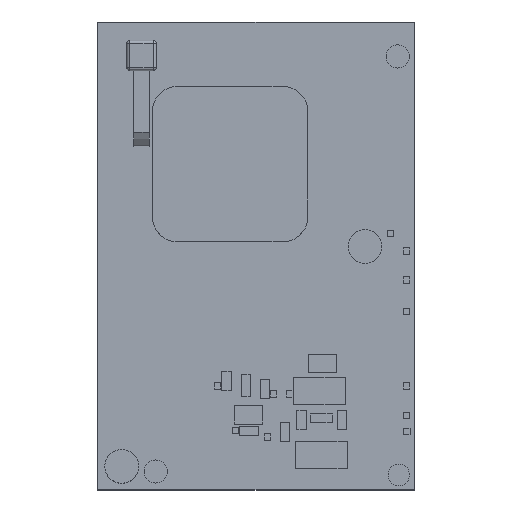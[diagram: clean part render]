
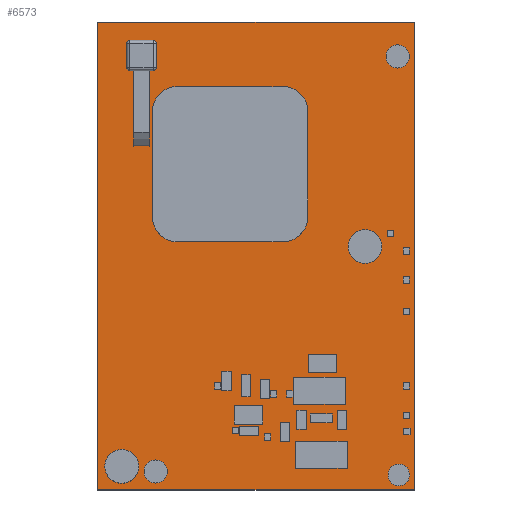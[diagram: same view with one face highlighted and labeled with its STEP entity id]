
A CAD part, top view. The second image highlights one B-rep face of the part: STEP entity #6573.
In plain terms, the highlighted planar face has unit normal (0, 0, 1).
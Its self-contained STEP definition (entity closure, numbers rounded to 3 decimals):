
#97 = VECTOR ( 'NONE', #6312, 1000. ) ;
#1011 = FACE_OUTER_BOUND ( 'NONE', #2016, .T. ) ;
#1130 = LINE ( 'NONE', #15012, #10744 ) ;
#1133 = CARTESIAN_POINT ( 'NONE',  ( 499.56, 471.4, 1.6 ) ) ;
#1266 = DIRECTION ( 'NONE',  ( 0., 0., 1. ) ) ;
#1557 = EDGE_CURVE ( 'NONE', #13165, #10053, #3383, .T. ) ;
#1962 = CARTESIAN_POINT ( 'NONE',  ( 448.16, 547.4, 1.6 ) ) ;
#2016 = EDGE_LOOP ( 'NONE', ( #9839, #9045, #15637, #14076 ) ) ;
#2039 = CARTESIAN_POINT ( 'NONE',  ( 448.16, 471.4, 1.6 ) ) ;
#3250 = LINE ( 'NONE', #9392, #9560 ) ;
#3354 = CARTESIAN_POINT ( 'NONE',  ( 499.56, 547.4, 1.6 ) ) ;
#3383 = LINE ( 'NONE', #16124, #97 ) ;
#5152 = CARTESIAN_POINT ( 'NONE',  ( 448.16, 471.4, 1.6 ) ) ;
#6312 = DIRECTION ( 'NONE',  ( -1., 0., 0. ) ) ;
#6573 = ADVANCED_FACE ( 'NONE', ( #1011 ), #12524, .T. ) ;
#7622 = DIRECTION ( 'NONE',  ( 1., 0., 0. ) ) ;
#7675 = EDGE_CURVE ( 'NONE', #10053, #16196, #1130, .T. ) ;
#8076 = EDGE_CURVE ( 'NONE', #16196, #15837, #16050, .T. ) ;
#8170 = VECTOR ( 'NONE', #7622, 1000. ) ;
#8755 = CARTESIAN_POINT ( 'NONE',  ( 0., 0., 1.6 ) ) ;
#8769 = AXIS2_PLACEMENT_3D ( 'NONE', #8755, #1266, #10034 ) ;
#8772 = DIRECTION ( 'NONE',  ( 0., -1., 0. ) ) ;
#9045 = ORIENTED_EDGE ( 'NONE', *, *, #8076, .T. ) ;
#9392 = CARTESIAN_POINT ( 'NONE',  ( 499.56, 471.4, 1.6 ) ) ;
#9560 = VECTOR ( 'NONE', #10643, 1000. ) ;
#9839 = ORIENTED_EDGE ( 'NONE', *, *, #7675, .T. ) ;
#10034 = DIRECTION ( 'NONE',  ( 1., 0., 0. ) ) ;
#10053 = VERTEX_POINT ( 'NONE', #1962 ) ;
#10643 = DIRECTION ( 'NONE',  ( 0., 1., 0. ) ) ;
#10744 = VECTOR ( 'NONE', #8772, 1000. ) ;
#12524 = PLANE ( 'NONE',  #8769 ) ;
#13165 = VERTEX_POINT ( 'NONE', #3354 ) ;
#14076 = ORIENTED_EDGE ( 'NONE', *, *, #1557, .T. ) ;
#14169 = EDGE_CURVE ( 'NONE', #15837, #13165, #3250, .T. ) ;
#15012 = CARTESIAN_POINT ( 'NONE',  ( 448.16, 547.4, 1.6 ) ) ;
#15637 = ORIENTED_EDGE ( 'NONE', *, *, #14169, .T. ) ;
#15837 = VERTEX_POINT ( 'NONE', #1133 ) ;
#16050 = LINE ( 'NONE', #5152, #8170 ) ;
#16124 = CARTESIAN_POINT ( 'NONE',  ( 499.56, 547.4, 1.6 ) ) ;
#16196 = VERTEX_POINT ( 'NONE', #2039 ) ;
